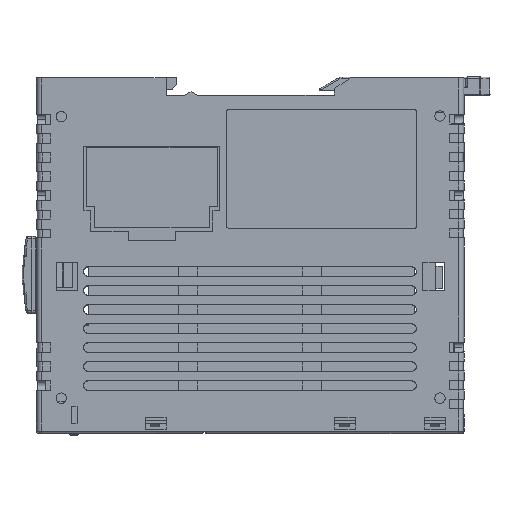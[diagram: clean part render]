
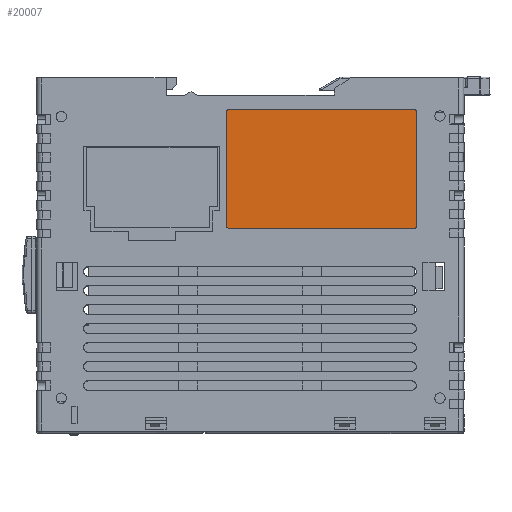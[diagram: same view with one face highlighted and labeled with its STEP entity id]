
A CAD part, top view. The second image highlights one B-rep face of the part: STEP entity #20007.
In plain terms, the highlighted planar face has unit normal (0, 0, 1).
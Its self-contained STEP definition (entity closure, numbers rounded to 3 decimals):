
#19898=CARTESIAN_POINT('',(-4.907,5.673,14.2));
#19899=VERTEX_POINT('',#19898);
#19900=CARTESIAN_POINT('',(-4.907,29.673,14.2));
#19901=VERTEX_POINT('',#19900);
#19902=CARTESIAN_POINT('',(-4.907,5.673,14.2));
#19903=DIRECTION('',(0.,1.,0.));
#19904=VECTOR('',#19903,24.);
#19905=LINE('',#19902,#19904);
#19906=EDGE_CURVE('',#19899,#19901,#19905,.T.);
#19930=CARTESIAN_POINT('',(-4.407,5.173,14.2));
#19931=VERTEX_POINT('',#19930);
#19938=CARTESIAN_POINT('',(-4.407,5.673,14.2));
#19939=DIRECTION('',(0.,-1.,0.));
#19940=DIRECTION('',(0.,0.,-1.));
#19941=AXIS2_PLACEMENT_3D('',#19938,#19940,#19939);
#19942=CIRCLE('',#19941,0.5);
#19943=EDGE_CURVE('',#19931,#19899,#19942,.T.);
#19949=CARTESIAN_POINT('',(35.093,30.173,14.2));
#19950=DIRECTION('',(-1.,0.,0.));
#19951=DIRECTION('',(0.,0.,1.));
#19952=AXIS2_PLACEMENT_3D('',#19949,#19951,#19950);
#19953=PLANE('',#19952);
#19954=CARTESIAN_POINT('',(35.093,5.673,14.2));
#19955=VERTEX_POINT('',#19954);
#19956=CARTESIAN_POINT('',(35.093,29.673,14.2));
#19957=VERTEX_POINT('',#19956);
#19958=CARTESIAN_POINT('',(35.093,5.673,14.2));
#19959=DIRECTION('',(0.,1.,0.));
#19960=VECTOR('',#19959,24.);
#19961=LINE('',#19958,#19960);
#19962=EDGE_CURVE('',#19955,#19957,#19961,.T.);
#19963=ORIENTED_EDGE('',*,*,#19962,.T.);
#19964=CARTESIAN_POINT('',(34.593,30.173,14.2));
#19965=VERTEX_POINT('',#19964);
#19966=CARTESIAN_POINT('',(34.593,29.673,14.2));
#19967=DIRECTION('',(1.,0.,0.));
#19968=DIRECTION('',(0.,0.,1.));
#19969=AXIS2_PLACEMENT_3D('',#19966,#19968,#19967);
#19970=CIRCLE('',#19969,0.5);
#19971=EDGE_CURVE('',#19957,#19965,#19970,.T.);
#19972=ORIENTED_EDGE('',*,*,#19971,.T.);
#19973=CARTESIAN_POINT('',(-4.407,30.173,14.2));
#19974=VERTEX_POINT('',#19973);
#19975=CARTESIAN_POINT('',(34.593,30.173,14.2));
#19976=DIRECTION('',(-1.,0.,0.));
#19977=VECTOR('',#19976,39.);
#19978=LINE('',#19975,#19977);
#19979=EDGE_CURVE('',#19965,#19974,#19978,.T.);
#19980=ORIENTED_EDGE('',*,*,#19979,.T.);
#19981=CARTESIAN_POINT('',(-4.407,29.673,14.2));
#19982=DIRECTION('',(0.,1.,0.));
#19983=DIRECTION('',(0.,0.,1.));
#19984=AXIS2_PLACEMENT_3D('',#19981,#19983,#19982);
#19985=CIRCLE('',#19984,0.5);
#19986=EDGE_CURVE('',#19974,#19901,#19985,.T.);
#19987=ORIENTED_EDGE('',*,*,#19986,.T.);
#19988=ORIENTED_EDGE('',*,*,#19906,.F.);
#19989=ORIENTED_EDGE('',*,*,#19943,.F.);
#19990=CARTESIAN_POINT('',(34.593,5.173,14.2));
#19991=VERTEX_POINT('',#19990);
#19992=CARTESIAN_POINT('',(-4.407,5.173,14.2));
#19993=DIRECTION('',(1.,0.,0.));
#19994=VECTOR('',#19993,39.);
#19995=LINE('',#19992,#19994);
#19996=EDGE_CURVE('',#19931,#19991,#19995,.T.);
#19997=ORIENTED_EDGE('',*,*,#19996,.T.);
#19998=CARTESIAN_POINT('',(34.593,5.673,14.2));
#19999=DIRECTION('',(0.,-1.,0.));
#20000=DIRECTION('',(0.,0.,1.));
#20001=AXIS2_PLACEMENT_3D('',#19998,#20000,#19999);
#20002=CIRCLE('',#20001,0.5);
#20003=EDGE_CURVE('',#19991,#19955,#20002,.T.);
#20004=ORIENTED_EDGE('',*,*,#20003,.T.);
#20005=EDGE_LOOP('',(#19963,#19972,#19980,#19987,#19988,#19989,#19997,#20004));
#20006=FACE_OUTER_BOUND('',#20005,.T.);
#20007=ADVANCED_FACE('',(#20006),#19953,.T.);
